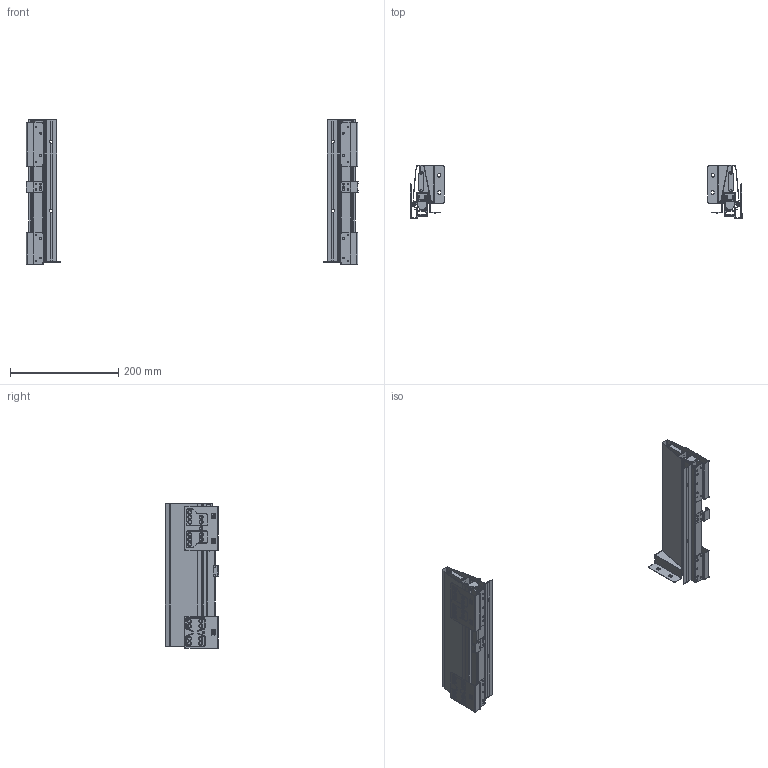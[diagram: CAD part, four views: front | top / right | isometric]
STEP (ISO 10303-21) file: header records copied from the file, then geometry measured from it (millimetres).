
FILE_DESCRIPTION(/* description */ (''),/* implementation_level */ '2;1');
FILE_NAME(/* name */ 'Výška 86 - 270 mm Š + B - 179252 a 146752.step',/* time_stamp */ '2019-05-30T07:23:50+02:00',/* author */ (''),/* organization */ (''),/* preprocessor_version */ 'ST-DEVELOPER v18',/* originating_system */ 'Autodesk Translation Framework v8.2.0.1029',/* authorisation */ '');
FILE_SCHEMA (('AUTOMOTIVE_DESIGN { 1 0 10303 214 3 1 1 }'));
Products named in the file (1): (Unsaved)
Bounding box: 613.19 x 98.92 x 267 mm (x, y, z)
Volume: 271777.9 mm3; surface area: 548605.8 mm2
Topology: 24 solids, 24 shells, 2486 faces, 6590 edges, 4284 vertices
Faces by surface type: plane 1352, cylinder 798, cone 200, torus 68, bspline 56, sphere 12
Entity records: 79659 total; most frequent: CARTESIAN_POINT 16325, DIRECTION 13242, ORIENTED_EDGE 13180, EDGE_CURVE 6590, AXIS2_PLACEMENT_3D 4415, LINE 4412, VECTOR 4412, VERTEX_POINT 4284
